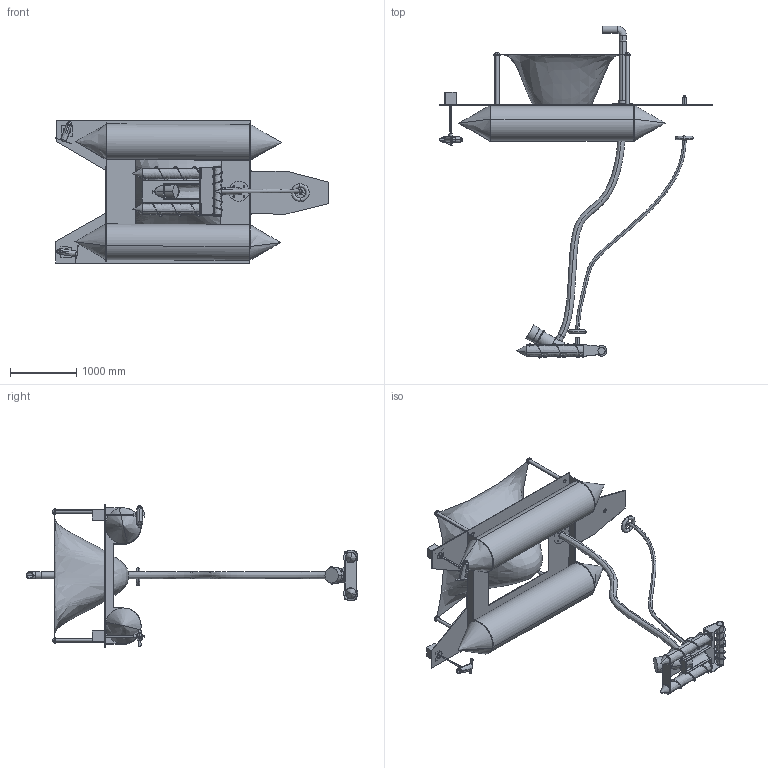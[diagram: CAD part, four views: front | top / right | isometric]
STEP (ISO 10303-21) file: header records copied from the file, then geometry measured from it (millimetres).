
FILE_DESCRIPTION(('FreeCAD Model'),'2;1');
FILE_NAME('Open CASCADE Shape Model','2025-05-03T10:13:21',('FreeCAD'),( 'FreeCAD'),'Open CASCADE STEP processor 7.6','FreeCAD','Unknown');
FILE_SCHEMA(('AUTOMOTIVE_DESIGN { 1 0 10303 214 1 1 1 1 }'));
Products named in the file (1): Open CASCADE STEP translator 7.6 1
Bounding box: 4138.89 x 5016.97 x 2173.96 mm (x, y, z)
Volume: 1348453718.6 mm3; surface area: 33938850.1 mm2
Topology: 29 solids, 30 shells, 501 faces, 1249 edges, 808 vertices
Faces by surface type: bspline 501
Entity records: 29719 total; most frequent: CARTESIAN_POINT 22641, ORIENTED_EDGE 2442, EDGE_CURVE 1223, VERTEX_POINT 808, FACE_BOUND 608, EDGE_LOOP 608, B_SPLINE_CURVE_WITH_KNOTS 607, ADVANCED_FACE 501
